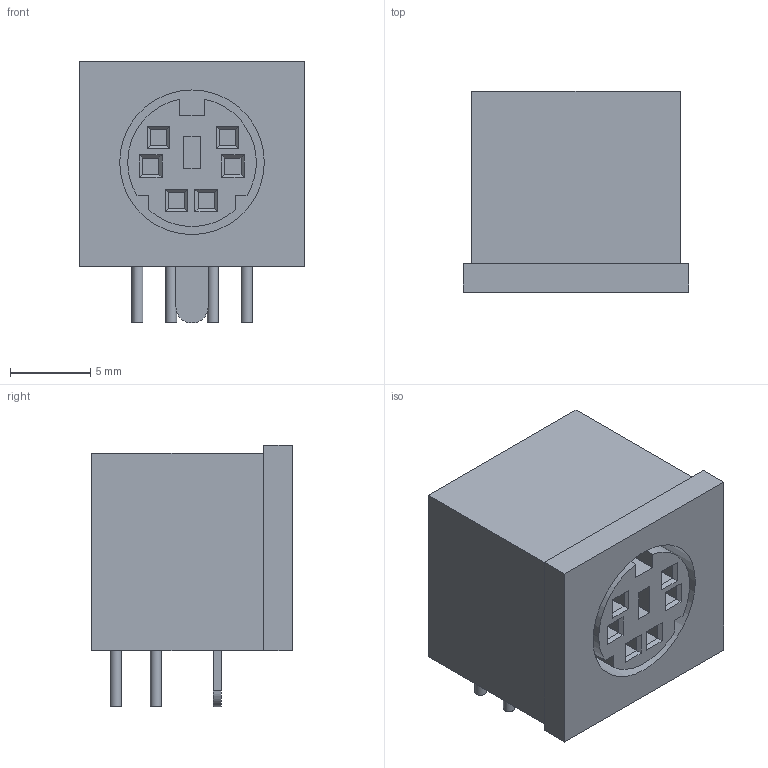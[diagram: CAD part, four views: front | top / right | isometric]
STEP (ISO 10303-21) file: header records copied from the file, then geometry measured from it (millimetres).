
FILE_DESCRIPTION(('HOOPS Exchange Step'),'2;1');
FILE_NAME('export-98B860E5-EBC6-4D39-A4EA-C8D32A0021FE.stp','2025-02-06T11:25:53+01:00',('runds'),('Alibre'),'HOOPS Exchange 2024.5','Alibre','Unknown authorisation');
FILE_SCHEMA( ('AP242_MANAGED_MODEL_BASED_3D_ENGINEERING_MIM_LF {1 0 10303 442 1 1 4 }') );
Length unit declared in the file: millimetre
Products named in the file (1): Conn_Mini_DIN_round_6
Bounding box: 14 x 12.5 x 16.3 mm (x, y, z)
Volume: 1925.9 mm3; surface area: 1488.2 mm2
Topology: 1 solids, 1 shells, 100 faces, 236 edges, 154 vertices
Faces by surface type: plane 88, cylinder 12
Full cylindrical faces by diameter (mm): 0.7 x6, 9 x1
Entity records: 2941 total; most frequent: CARTESIAN_POINT 492, DIRECTION 478, ORIENTED_EDGE 472, EDGE_CURVE 236, VECTOR 198, LINE 198, VERTEX_POINT 154, AXIS2_PLACEMENT_3D 140
